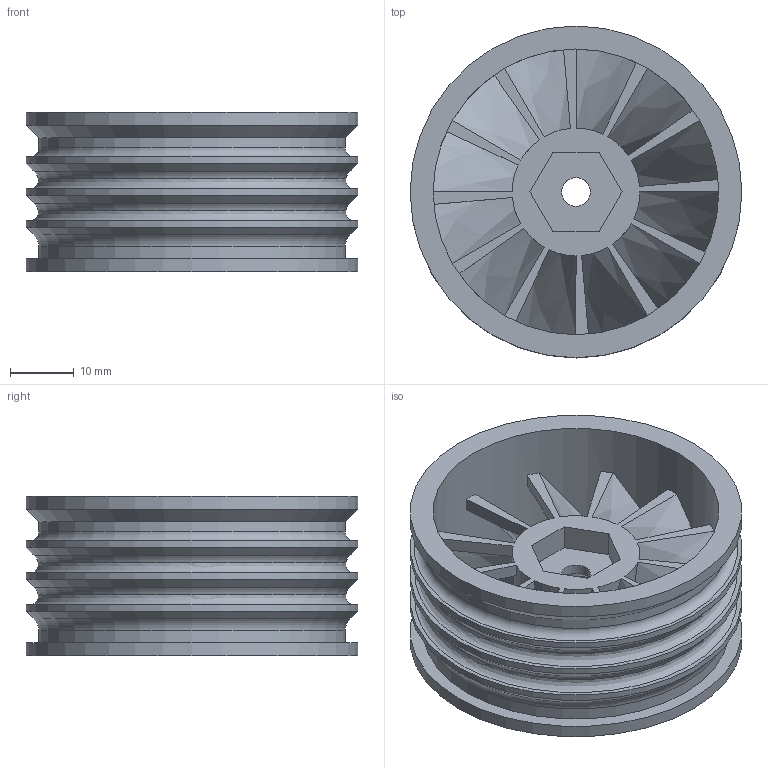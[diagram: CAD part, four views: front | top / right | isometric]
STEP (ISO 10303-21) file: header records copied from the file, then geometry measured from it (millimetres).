
FILE_DESCRIPTION(('STEP AP242'), '1');
FILE_NAME('Äèñê', '', ('UNSPECIFIED'), ('UNSPECIFIED'), 'C3D Converter', 'C3D Toolkit', '');
FILE_SCHEMA(('AP242_MANAGED_MODEL_BASED_3D_ENGINEERING_MIM_LF { 1 0 10303 442 1 1 4 }'));
Length unit declared in the file: millimetre
Bounding box: 52 x 52 x 25 mm (x, y, z)
Volume: 17173.3 mm3; surface area: 18330 mm2
Topology: 1 solids, 2 shells, 148 faces, 442 edges, 293 vertices
Faces by surface type: plane 64, bspline 51, cylinder 23, cone 6, torus 4
Full cylindrical faces by diameter (mm): 4.5 x1, 7.5 x1, 44.8 x1, 48 x2, 52 x5
Entity records: 8739 total; most frequent: CARTESIAN_POINT 5105, ORIENTED_EDGE 824, DIRECTION 588, EDGE_CURVE 416, VERTEX_POINT 288, AXIS2_PLACEMENT_3D 223, EDGE_LOOP 189, B_SPLINE_CURVE_WITH_KNOTS 149
